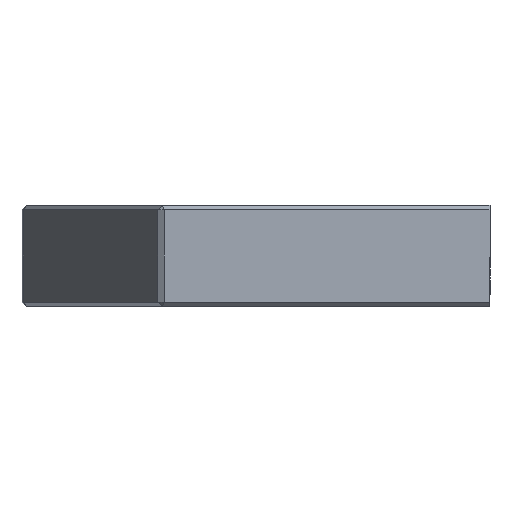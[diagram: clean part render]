
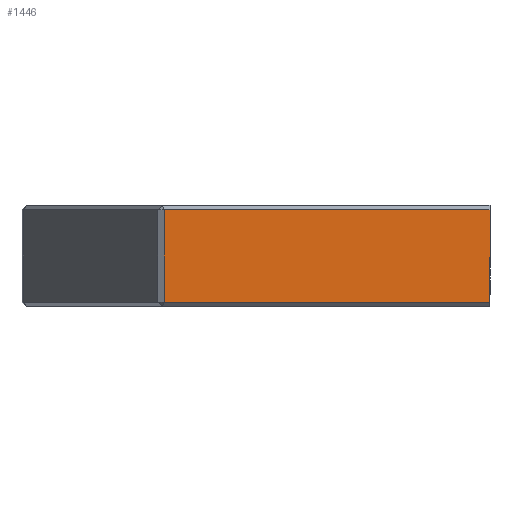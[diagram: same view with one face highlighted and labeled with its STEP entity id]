
A CAD part, front view. The second image highlights one B-rep face of the part: STEP entity #1446.
In plain terms, the highlighted planar face has unit normal (0, -1, 0).
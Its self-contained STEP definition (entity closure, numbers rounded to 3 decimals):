
#95=PLANE('',#1522);
#171=FACE_OUTER_BOUND('',#263,.T.);
#263=EDGE_LOOP('',(#1243,#1244,#1245,#1246));
#357=LINE('',#2494,#485);
#374=LINE('',#2526,#502);
#376=LINE('',#2530,#504);
#389=LINE('',#2554,#517);
#485=VECTOR('',#1665,10.);
#502=VECTOR('',#1696,10.);
#504=VECTOR('',#1700,10.);
#517=VECTOR('',#1721,10.);
#692=VERTEX_POINT('',#2487);
#694=VERTEX_POINT('',#2492);
#698=VERTEX_POINT('',#2504);
#703=VERTEX_POINT('',#2528);
#861=EDGE_CURVE('',#694,#692,#357,.T.);
#878=EDGE_CURVE('',#692,#698,#374,.T.);
#880=EDGE_CURVE('',#698,#703,#376,.T.);
#893=EDGE_CURVE('',#703,#694,#389,.T.);
#1243=ORIENTED_EDGE('',*,*,#861,.F.);
#1244=ORIENTED_EDGE('',*,*,#893,.F.);
#1245=ORIENTED_EDGE('',*,*,#880,.F.);
#1246=ORIENTED_EDGE('',*,*,#878,.F.);
#1446=ADVANCED_FACE('',(#171),#95,.T.);
#1522=AXIS2_PLACEMENT_3D('',#2571,#1739,#1740);
#1665=DIRECTION('',(-1.,0.,0.));
#1696=DIRECTION('',(0.,0.,1.));
#1700=DIRECTION('',(1.,0.,0.));
#1721=DIRECTION('',(0.,0.,-1.));
#1739=DIRECTION('center_axis',(0.,-1.,0.));
#1740=DIRECTION('ref_axis',(0.,0.,1.));
#2487=CARTESIAN_POINT('',(-28.798,0.,4.6));
#2492=CARTESIAN_POINT('',(0.,0.,4.6));
#2494=CARTESIAN_POINT('',(0.,0.,4.6));
#2504=CARTESIAN_POINT('',(-28.798,0.,12.8));
#2526=CARTESIAN_POINT('',(-28.798,0.,5.325));
#2528=CARTESIAN_POINT('',(0.,0.,12.8));
#2530=CARTESIAN_POINT('',(0.,0.,12.8));
#2554=CARTESIAN_POINT('',(0.,0.,6.45));
#2571=CARTESIAN_POINT('Origin',(0.,0.,4.2));
